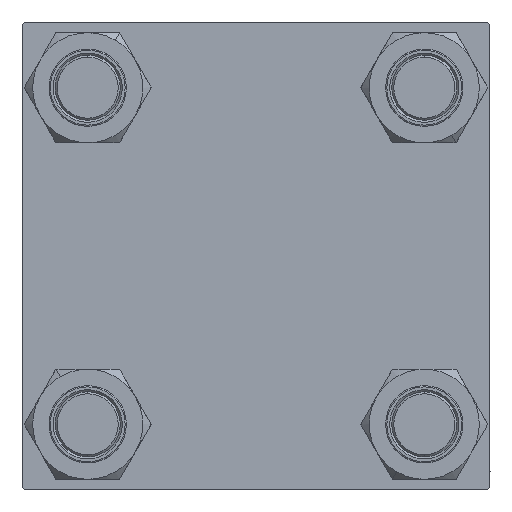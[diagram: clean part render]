
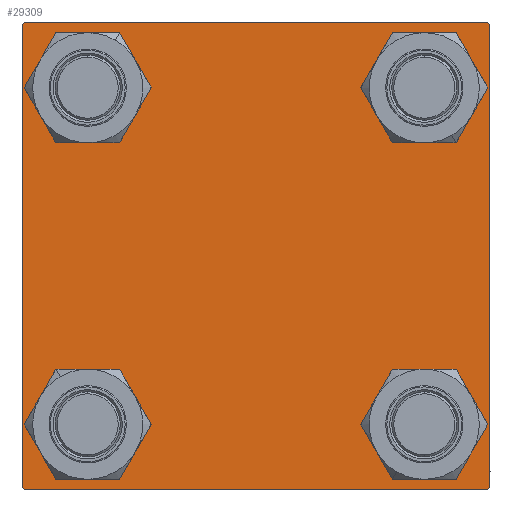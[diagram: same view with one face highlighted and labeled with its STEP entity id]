
A CAD part, left-side view. The second image highlights one B-rep face of the part: STEP entity #29309.
In plain terms, the highlighted planar face has unit normal (-1, 0, 0).
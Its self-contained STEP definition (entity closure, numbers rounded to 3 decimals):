
#18 = DIRECTION ( 'NONE',  ( 0., 0., -1. ) ) ;
#318 = AXIS2_PLACEMENT_3D ( 'NONE', #25593, #41229, #25107 ) ;
#618 = EDGE_LOOP ( 'NONE', ( #35276, #2579 ) ) ;
#1153 = DIRECTION ( 'NONE',  ( 1., 0., 0. ) ) ;
#1384 = EDGE_CURVE ( 'NONE', #20219, #31986, #21769, .T. ) ;
#2579 = ORIENTED_EDGE ( 'NONE', *, *, #46038, .T. ) ;
#2762 = ORIENTED_EDGE ( 'NONE', *, *, #46902, .T. ) ;
#2773 = LINE ( 'NONE', #25820, #11742 ) ;
#2817 = AXIS2_PLACEMENT_3D ( 'NONE', #29303, #32896, #32134 ) ;
#3210 = VECTOR ( 'NONE', #13878, 1000. ) ;
#3483 = DIRECTION ( 'NONE',  ( 1., 0., 0. ) ) ;
#3841 = VERTEX_POINT ( 'NONE', #38186 ) ;
#4390 = DIRECTION ( 'NONE',  ( 0., 0., 1. ) ) ;
#4811 = CARTESIAN_POINT ( 'NONE',  ( 0., 57.5, 57. ) ) ;
#5253 = AXIS2_PLACEMENT_3D ( 'NONE', #23693, #46268, #46010 ) ;
#5825 = CARTESIAN_POINT ( 'NONE',  ( 0., 41.35, -32.85 ) ) ;
#6180 = VECTOR ( 'NONE', #46518, 1000. ) ;
#6237 = VERTEX_POINT ( 'NONE', #40316 ) ;
#6703 = EDGE_CURVE ( 'NONE', #9474, #20219, #34262, .T. ) ;
#6751 = CARTESIAN_POINT ( 'NONE',  ( 0., -41.35, 32.85 ) ) ;
#7114 = DIRECTION ( 'NONE',  ( 0., -1., 0. ) ) ;
#7393 = CARTESIAN_POINT ( 'NONE',  ( 0., 41.35, -41.35 ) ) ;
#7549 = PLANE ( 'NONE',  #2817 ) ;
#7563 = CARTESIAN_POINT ( 'NONE',  ( 0., 41.35, 32.85 ) ) ;
#7690 = LINE ( 'NONE', #23306, #16814 ) ;
#7889 = EDGE_CURVE ( 'NONE', #46905, #48648, #35123, .T. ) ;
#8452 = ORIENTED_EDGE ( 'NONE', *, *, #16750, .T. ) ;
#8609 = EDGE_CURVE ( 'NONE', #15091, #31986, #36930, .T. ) ;
#8635 = ORIENTED_EDGE ( 'NONE', *, *, #46644, .T. ) ;
#9474 = VERTEX_POINT ( 'NONE', #48044 ) ;
#11466 = AXIS2_PLACEMENT_3D ( 'NONE', #22903, #33926, #41871 ) ;
#11742 = VECTOR ( 'NONE', #7114, 1000. ) ;
#12187 = CARTESIAN_POINT ( 'NONE',  ( 0., -41.35, 41.35 ) ) ;
#13333 = VECTOR ( 'NONE', #14091, 1000. ) ;
#13552 = AXIS2_PLACEMENT_3D ( 'NONE', #47173, #39462, #4390 ) ;
#13584 = ORIENTED_EDGE ( 'NONE', *, *, #23388, .T. ) ;
#13878 = DIRECTION ( 'NONE',  ( 0., 0., -1. ) ) ;
#14091 = DIRECTION ( 'NONE',  ( 0., 0.707, 0.707 ) ) ;
#14197 = EDGE_CURVE ( 'NONE', #22907, #6237, #33543, .T. ) ;
#14239 = LINE ( 'NONE', #46506, #37341 ) ;
#15091 = VERTEX_POINT ( 'NONE', #19001 ) ;
#15236 = FACE_BOUND ( 'NONE', #618, .T. ) ;
#15747 = FACE_OUTER_BOUND ( 'NONE', #24527, .T. ) ;
#16453 = ORIENTED_EDGE ( 'NONE', *, *, #39943, .T. ) ;
#16750 = EDGE_CURVE ( 'NONE', #3841, #37910, #23769, .T. ) ;
#16814 = VECTOR ( 'NONE', #18, 1000. ) ;
#17623 = ORIENTED_EDGE ( 'NONE', *, *, #7889, .T. ) ;
#17950 = CARTESIAN_POINT ( 'NONE',  ( 0., -57.25, -57.25 ) ) ;
#18253 = EDGE_LOOP ( 'NONE', ( #19401, #8635 ) ) ;
#19001 = CARTESIAN_POINT ( 'NONE',  ( 0., -57.5, 57. ) ) ;
#19401 = ORIENTED_EDGE ( 'NONE', *, *, #42700, .T. ) ;
#20219 = VERTEX_POINT ( 'NONE', #37634 ) ;
#20612 = CARTESIAN_POINT ( 'NONE',  ( 0., 41.35, 41.35 ) ) ;
#20745 = CIRCLE ( 'NONE', #318, 8.5 ) ;
#20818 = CIRCLE ( 'NONE', #28157, 8.5 ) ;
#21052 = CARTESIAN_POINT ( 'NONE',  ( 0., -41.35, -41.35 ) ) ;
#21290 = DIRECTION ( 'NONE',  ( 0., -1., 0. ) ) ;
#21483 = CARTESIAN_POINT ( 'NONE',  ( 0., -57., 57.5 ) ) ;
#21769 = LINE ( 'NONE', #17950, #35818 ) ;
#22132 = EDGE_LOOP ( 'NONE', ( #48795, #8452 ) ) ;
#22846 = VERTEX_POINT ( 'NONE', #4811 ) ;
#22903 = CARTESIAN_POINT ( 'NONE',  ( 0., 41.35, -41.35 ) ) ;
#22907 = VERTEX_POINT ( 'NONE', #5825 ) ;
#23264 = DIRECTION ( 'NONE',  ( 1., 0., 0. ) ) ;
#23306 = CARTESIAN_POINT ( 'NONE',  ( 0., 57.5, 57.5 ) ) ;
#23388 = EDGE_CURVE ( 'NONE', #48648, #46905, #20745, .T. ) ;
#23693 = CARTESIAN_POINT ( 'NONE',  ( 0., -41.35, -41.35 ) ) ;
#23769 = CIRCLE ( 'NONE', #34407, 8.5 ) ;
#24527 = EDGE_LOOP ( 'NONE', ( #34162, #2762, #48646, #30920, #46734, #16453, #25573, #32196 ) ) ;
#25107 = DIRECTION ( 'NONE',  ( 0., 0., 1. ) ) ;
#25573 = ORIENTED_EDGE ( 'NONE', *, *, #26915, .F. ) ;
#25593 = CARTESIAN_POINT ( 'NONE',  ( 0., 41.35, 41.35 ) ) ;
#25820 = CARTESIAN_POINT ( 'NONE',  ( 0., 57.5, 57.5 ) ) ;
#25855 = CARTESIAN_POINT ( 'NONE',  ( 0., -57.5, -57. ) ) ;
#26113 = LINE ( 'NONE', #49688, #13333 ) ;
#26115 = AXIS2_PLACEMENT_3D ( 'NONE', #20612, #1153, #44444 ) ;
#26915 = EDGE_CURVE ( 'NONE', #50265, #36767, #2773, .T. ) ;
#26961 = CARTESIAN_POINT ( 'NONE',  ( 0., 41.35, 49.85 ) ) ;
#27029 = LINE ( 'NONE', #50343, #6180 ) ;
#27461 = AXIS2_PLACEMENT_3D ( 'NONE', #7393, #23264, #50424 ) ;
#28157 = AXIS2_PLACEMENT_3D ( 'NONE', #12187, #3483, #31651 ) ;
#28313 = CARTESIAN_POINT ( 'NONE',  ( 0., 57., 57.5 ) ) ;
#29241 = CARTESIAN_POINT ( 'NONE',  ( 0., -57.5, 57.5 ) ) ;
#29303 = CARTESIAN_POINT ( 'NONE',  ( 0., 0., 0. ) ) ;
#29309 = ADVANCED_FACE ( 'NONE', ( #34691, #31891, #15236, #35211, #15747 ), #7549, .T. ) ;
#30494 = VERTEX_POINT ( 'NONE', #34387 ) ;
#30834 = EDGE_CURVE ( 'NONE', #22846, #30494, #7690, .T. ) ;
#30920 = ORIENTED_EDGE ( 'NONE', *, *, #1384, .T. ) ;
#31651 = DIRECTION ( 'NONE',  ( 0., 0., 1. ) ) ;
#31891 = FACE_BOUND ( 'NONE', #22132, .T. ) ;
#31986 = VERTEX_POINT ( 'NONE', #25855 ) ;
#32134 = DIRECTION ( 'NONE',  ( 0., 0., 1. ) ) ;
#32196 = ORIENTED_EDGE ( 'NONE', *, *, #33904, .T. ) ;
#32896 = DIRECTION ( 'NONE',  ( -1., 0., 0. ) ) ;
#33037 = CIRCLE ( 'NONE', #5253, 8.5 ) ;
#33543 = CIRCLE ( 'NONE', #11466, 8.5 ) ;
#33560 = DIRECTION ( 'NONE',  ( 0., -0.707, 0.707 ) ) ;
#33904 = EDGE_CURVE ( 'NONE', #50265, #22846, #14239, .T. ) ;
#33926 = DIRECTION ( 'NONE',  ( 1., 0., 0. ) ) ;
#34162 = ORIENTED_EDGE ( 'NONE', *, *, #30834, .T. ) ;
#34262 = LINE ( 'NONE', #34758, #49790 ) ;
#34387 = CARTESIAN_POINT ( 'NONE',  ( 0., 57.5, -57. ) ) ;
#34407 = AXIS2_PLACEMENT_3D ( 'NONE', #21052, #40778, #37171 ) ;
#34691 = FACE_BOUND ( 'NONE', #18253, .T. ) ;
#34698 = DIRECTION ( 'NONE',  ( 0., 0.707, -0.707 ) ) ;
#34758 = CARTESIAN_POINT ( 'NONE',  ( 0., 57.5, -57.5 ) ) ;
#34888 = VERTEX_POINT ( 'NONE', #43863 ) ;
#35123 = CIRCLE ( 'NONE', #26115, 8.5 ) ;
#35211 = FACE_BOUND ( 'NONE', #49492, .T. ) ;
#35276 = ORIENTED_EDGE ( 'NONE', *, *, #14197, .T. ) ;
#35547 = VERTEX_POINT ( 'NONE', #6751 ) ;
#35818 = VECTOR ( 'NONE', #33560, 1000. ) ;
#36767 = VERTEX_POINT ( 'NONE', #21483 ) ;
#36930 = LINE ( 'NONE', #29241, #3210 ) ;
#37171 = DIRECTION ( 'NONE',  ( 0., 0., 1. ) ) ;
#37341 = VECTOR ( 'NONE', #34698, 1000. ) ;
#37634 = CARTESIAN_POINT ( 'NONE',  ( 0., -57., -57.5 ) ) ;
#37910 = VERTEX_POINT ( 'NONE', #49595 ) ;
#38186 = CARTESIAN_POINT ( 'NONE',  ( 0., -41.35, -49.85 ) ) ;
#39462 = DIRECTION ( 'NONE',  ( 1., 0., 0. ) ) ;
#39943 = EDGE_CURVE ( 'NONE', #15091, #36767, #26113, .T. ) ;
#40316 = CARTESIAN_POINT ( 'NONE',  ( 0., 41.35, -49.85 ) ) ;
#40778 = DIRECTION ( 'NONE',  ( 1., 0., 0. ) ) ;
#41229 = DIRECTION ( 'NONE',  ( 1., 0., 0. ) ) ;
#41620 = EDGE_CURVE ( 'NONE', #37910, #3841, #33037, .T. ) ;
#41871 = DIRECTION ( 'NONE',  ( 0., 0., 1. ) ) ;
#42201 = CIRCLE ( 'NONE', #13552, 8.5 ) ;
#42700 = EDGE_CURVE ( 'NONE', #34888, #35547, #20818, .T. ) ;
#43863 = CARTESIAN_POINT ( 'NONE',  ( 0., -41.35, 49.85 ) ) ;
#44444 = DIRECTION ( 'NONE',  ( 0., 0., 1. ) ) ;
#44677 = CIRCLE ( 'NONE', #27461, 8.5 ) ;
#46010 = DIRECTION ( 'NONE',  ( 0., 0., 1. ) ) ;
#46038 = EDGE_CURVE ( 'NONE', #6237, #22907, #44677, .T. ) ;
#46268 = DIRECTION ( 'NONE',  ( 1., 0., 0. ) ) ;
#46506 = CARTESIAN_POINT ( 'NONE',  ( 0., 57.25, 57.25 ) ) ;
#46518 = DIRECTION ( 'NONE',  ( 0., -0.707, -0.707 ) ) ;
#46644 = EDGE_CURVE ( 'NONE', #35547, #34888, #42201, .T. ) ;
#46734 = ORIENTED_EDGE ( 'NONE', *, *, #8609, .F. ) ;
#46902 = EDGE_CURVE ( 'NONE', #30494, #9474, #27029, .T. ) ;
#46905 = VERTEX_POINT ( 'NONE', #7563 ) ;
#47173 = CARTESIAN_POINT ( 'NONE',  ( 0., -41.35, 41.35 ) ) ;
#48044 = CARTESIAN_POINT ( 'NONE',  ( 0., 57., -57.5 ) ) ;
#48646 = ORIENTED_EDGE ( 'NONE', *, *, #6703, .T. ) ;
#48648 = VERTEX_POINT ( 'NONE', #26961 ) ;
#48795 = ORIENTED_EDGE ( 'NONE', *, *, #41620, .T. ) ;
#49492 = EDGE_LOOP ( 'NONE', ( #13584, #17623 ) ) ;
#49595 = CARTESIAN_POINT ( 'NONE',  ( 0., -41.35, -32.85 ) ) ;
#49688 = CARTESIAN_POINT ( 'NONE',  ( 0., -57.25, 57.25 ) ) ;
#49790 = VECTOR ( 'NONE', #21290, 1000. ) ;
#50265 = VERTEX_POINT ( 'NONE', #28313 ) ;
#50343 = CARTESIAN_POINT ( 'NONE',  ( 0., 57.25, -57.25 ) ) ;
#50424 = DIRECTION ( 'NONE',  ( 0., 0., 1. ) ) ;
